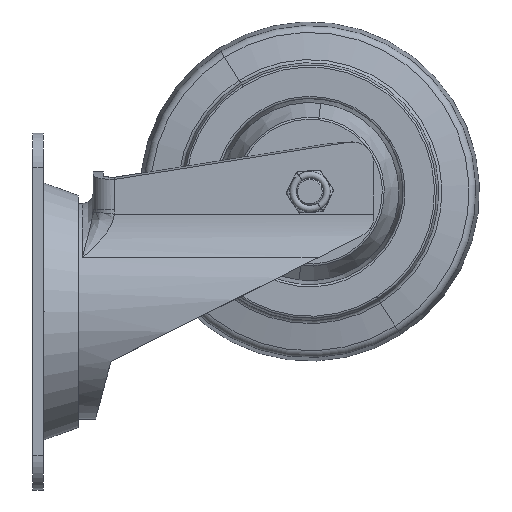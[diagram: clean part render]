
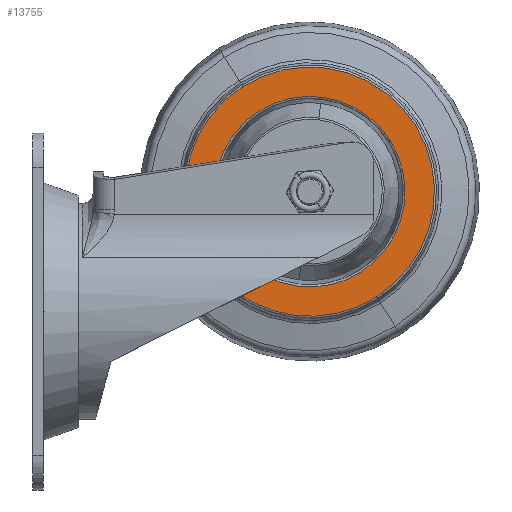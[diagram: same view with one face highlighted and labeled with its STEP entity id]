
A CAD part, left-side view. The second image highlights one B-rep face of the part: STEP entity #13755.
In plain terms, the highlighted planar face has unit normal (-1, 0, -0.003).
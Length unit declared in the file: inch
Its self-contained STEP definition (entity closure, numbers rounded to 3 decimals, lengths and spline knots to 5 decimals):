
#710 = PLANE ( 'NONE',  #7337 ) ;
#1287 = VERTEX_POINT ( 'NONE', #15733 ) ;
#1923 = ORIENTED_EDGE ( 'NONE', *, *, #16226, .T. ) ;
#2465 = DIRECTION ( 'NONE',  ( -1., 0., 0. ) ) ;
#2580 = CARTESIAN_POINT ( 'NONE',  ( -0.69311, -3.24697, 1.39272 ) ) ;
#3009 = EDGE_CURVE ( 'NONE', #1287, #10327, #15869, .T. ) ;
#3255 = AXIS2_PLACEMENT_3D ( 'NONE', #8331, #14679, #15946 ) ;
#3585 = ORIENTED_EDGE ( 'NONE', *, *, #3009, .T. ) ;
#3591 = CARTESIAN_POINT ( 'NONE',  ( -0.69311, -1.80341, 1.30455 ) ) ;
#4305 = AXIS2_PLACEMENT_3D ( 'NONE', #13665, #14780, #10905 ) ;
#4321 = CARTESIAN_POINT ( 'NONE',  ( -0.69311, -3.31433, 0.28974 ) ) ;
#4514 = CIRCLE ( 'NONE', #14015, 1.10503 ) ;
#5878 = EDGE_LOOP ( 'NONE', ( #1923, #6496 ) ) ;
#6496 = ORIENTED_EDGE ( 'NONE', *, *, #11903, .T. ) ;
#7025 = DIRECTION ( 'NONE',  ( -1., 0., 0. ) ) ;
#7337 = AXIS2_PLACEMENT_3D ( 'NONE', #15982, #7025, #10902 ) ;
#7712 = DIRECTION ( 'NONE',  ( 0., -0.998, 0.061 ) ) ;
#8331 = CARTESIAN_POINT ( 'NONE',  ( -0.69311, -3.24697, 1.39272 ) ) ;
#8562 = EDGE_LOOP ( 'NONE', ( #3585, #10865 ) ) ;
#8974 = CIRCLE ( 'NONE', #3255, 1.10503 ) ;
#9043 = VERTEX_POINT ( 'NONE', #15576 ) ;
#10101 = VERTEX_POINT ( 'NONE', #4321 ) ;
#10327 = VERTEX_POINT ( 'NONE', #3591 ) ;
#10865 = ORIENTED_EDGE ( 'NONE', *, *, #15299, .T. ) ;
#10902 = DIRECTION ( 'NONE',  ( 0., 0.061, 0.998 ) ) ;
#10905 = DIRECTION ( 'NONE',  ( 0., -0.998, 0.061 ) ) ;
#11840 = DIRECTION ( 'NONE',  ( 0., 0.061, 0.998 ) ) ;
#11903 = EDGE_CURVE ( 'NONE', #10101, #9043, #4514, .T. ) ;
#11966 = FACE_OUTER_BOUND ( 'NONE', #8562, .T. ) ;
#13014 = AXIS2_PLACEMENT_3D ( 'NONE', #2580, #2465, #7712 ) ;
#13529 = CIRCLE ( 'NONE', #4305, 1.44624 ) ;
#13665 = CARTESIAN_POINT ( 'NONE',  ( -0.69311, -3.24697, 1.39272 ) ) ;
#13755 = ADVANCED_FACE ( 'NONE', ( #16113, #11966 ), #710, .T. ) ;
#14015 = AXIS2_PLACEMENT_3D ( 'NONE', #14487, #15696, #11840 ) ;
#14487 = CARTESIAN_POINT ( 'NONE',  ( -0.69311, -3.24697, 1.39272 ) ) ;
#14679 = DIRECTION ( 'NONE',  ( 1., 0., 0. ) ) ;
#14780 = DIRECTION ( 'NONE',  ( -1., 0., 0. ) ) ;
#15299 = EDGE_CURVE ( 'NONE', #10327, #1287, #13529, .T. ) ;
#15576 = CARTESIAN_POINT ( 'NONE',  ( -0.69311, -3.17961, 2.49569 ) ) ;
#15696 = DIRECTION ( 'NONE',  ( 1., 0., 0. ) ) ;
#15733 = CARTESIAN_POINT ( 'NONE',  ( -0.69311, -4.69052, 1.48088 ) ) ;
#15869 = CIRCLE ( 'NONE', #13014, 1.44624 ) ;
#15946 = DIRECTION ( 'NONE',  ( 0., 0.061, 0.998 ) ) ;
#15982 = CARTESIAN_POINT ( 'NONE',  ( -0.69311, -2.16645, 1.32673 ) ) ;
#16113 = FACE_BOUND ( 'NONE', #5878, .T. ) ;
#16226 = EDGE_CURVE ( 'NONE', #9043, #10101, #8974, .T. ) ;
